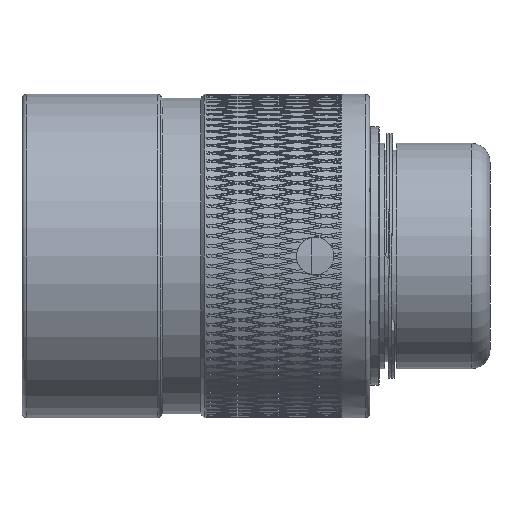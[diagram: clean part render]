
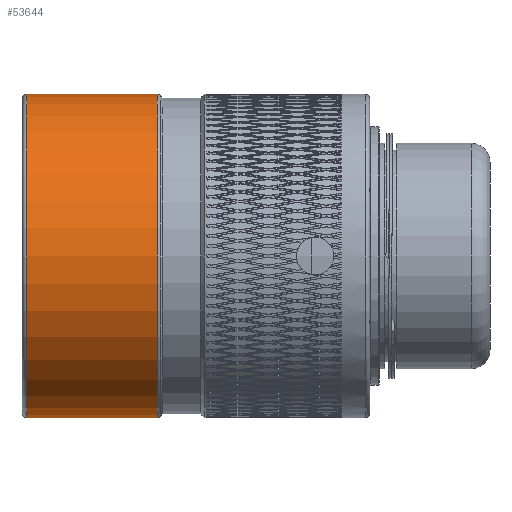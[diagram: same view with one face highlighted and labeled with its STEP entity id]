
A CAD part, front view. The second image highlights one B-rep face of the part: STEP entity #53644.
In plain terms, the highlighted cylindrical face has radius 17.2 mm (diameter 34.4 mm), a full revolution.
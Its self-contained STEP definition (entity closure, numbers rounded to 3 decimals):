
#2962=CIRCLE('',#56984,17.2);
#2963=CIRCLE('',#56985,17.2);
#2968=CIRCLE('',#56992,17.2);
#2969=CIRCLE('',#56993,17.2);
#2970=CIRCLE('',#56994,17.2);
#3116=FACE_OUTER_BOUND('',#6649,.T.);
#6649=EDGE_LOOP('',(#33642,#33643,#33644,#33645,#33646,#33647,#33648));
#17500=LINE('',#60693,#18284);
#18284=VECTOR('',#58034,17.2);
#19201=VERTEX_POINT('',#60673);
#19202=VERTEX_POINT('',#60675);
#19206=VERTEX_POINT('',#60688);
#19207=VERTEX_POINT('',#60689);
#19208=VERTEX_POINT('',#60691);
#24925=EDGE_CURVE('',#19201,#19202,#2962,.T.);
#24926=EDGE_CURVE('',#19202,#19201,#2963,.T.);
#24932=EDGE_CURVE('',#19206,#19207,#2968,.T.);
#24933=EDGE_CURVE('',#19208,#19206,#2969,.T.);
#24934=EDGE_CURVE('',#19208,#19202,#17500,.T.);
#24935=EDGE_CURVE('',#19207,#19208,#2970,.T.);
#33642=ORIENTED_EDGE('',*,*,#24932,.F.);
#33643=ORIENTED_EDGE('',*,*,#24933,.F.);
#33644=ORIENTED_EDGE('',*,*,#24934,.T.);
#33645=ORIENTED_EDGE('',*,*,#24925,.F.);
#33646=ORIENTED_EDGE('',*,*,#24926,.F.);
#33647=ORIENTED_EDGE('',*,*,#24934,.F.);
#33648=ORIENTED_EDGE('',*,*,#24935,.F.);
#50058=CYLINDRICAL_SURFACE('',#56991,17.2);
#53644=ADVANCED_FACE('',(#3116),#50058,.T.);
#56984=AXIS2_PLACEMENT_3D('',#60676,#58013,#58014);
#56985=AXIS2_PLACEMENT_3D('',#60677,#58015,#58016);
#56991=AXIS2_PLACEMENT_3D('',#60687,#58028,#58029);
#56992=AXIS2_PLACEMENT_3D('',#60690,#58030,#58031);
#56993=AXIS2_PLACEMENT_3D('',#60692,#58032,#58033);
#56994=AXIS2_PLACEMENT_3D('',#60694,#58035,#58036);
#58013=DIRECTION('center_axis',(1.,0.,0.));
#58014=DIRECTION('ref_axis',(0.,1.,0.));
#58015=DIRECTION('center_axis',(1.,0.,0.));
#58016=DIRECTION('ref_axis',(0.,1.,0.));
#58028=DIRECTION('center_axis',(-1.,0.,0.));
#58029=DIRECTION('ref_axis',(0.,1.,0.));
#58030=DIRECTION('center_axis',(-1.,0.,0.));
#58031=DIRECTION('ref_axis',(0.,-1.,0.));
#58032=DIRECTION('center_axis',(-1.,0.,0.));
#58033=DIRECTION('ref_axis',(0.,-1.,0.));
#58034=DIRECTION('',(1.,0.,0.));
#58035=DIRECTION('center_axis',(-1.,0.,0.));
#58036=DIRECTION('ref_axis',(0.,-1.,0.));
#60673=CARTESIAN_POINT('',(3.093,0.,17.2));
#60675=CARTESIAN_POINT('',(3.093,-17.2,0.));
#60676=CARTESIAN_POINT('Origin',(3.093,0.,0.));
#60677=CARTESIAN_POINT('Origin',(3.093,0.,0.));
#60687=CARTESIAN_POINT('Origin',(7.2,0.,0.));
#60688=CARTESIAN_POINT('',(-10.8,17.2,0.));
#60689=CARTESIAN_POINT('',(-10.8,0.,-17.2));
#60690=CARTESIAN_POINT('Origin',(-10.8,0.,0.));
#60691=CARTESIAN_POINT('',(-10.8,-17.2,0.));
#60692=CARTESIAN_POINT('Origin',(-10.8,0.,0.));
#60693=CARTESIAN_POINT('',(7.2,-17.2,0.));
#60694=CARTESIAN_POINT('Origin',(-10.8,0.,0.));
